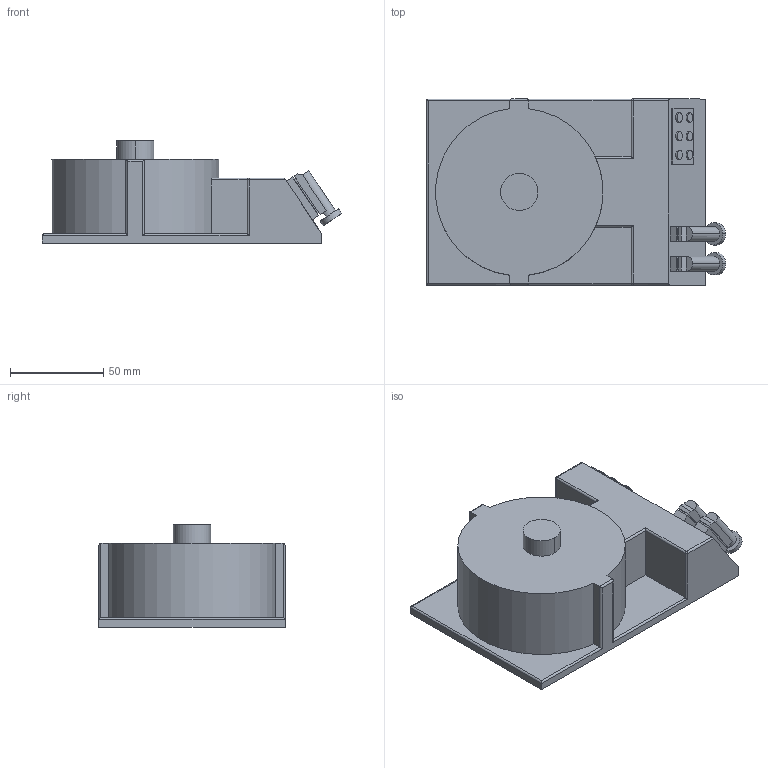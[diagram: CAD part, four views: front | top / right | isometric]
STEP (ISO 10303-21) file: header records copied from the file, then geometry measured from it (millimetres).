
FILE_DESCRIPTION (( 'STEP AP203' ), '1' );
FILE_NAME ('de robot_Default_sldprt.STEP', '2020-10-25T07:12:38', ( '' ), ( '' ), 'SwSTEP 2.0', 'SolidWorks 2019', '' );
FILE_SCHEMA (( 'CONFIG_CONTROL_DESIGN' ));
Length unit declared in the file: millimetre
Products named in the file (1): de robot_Default_sldprt
Bounding box: 160.95 x 100 x 55 mm (x, y, z)
Volume: 451278.4 mm3; surface area: 52926.7 mm2
Topology: 3 solids, 3 shells, 120 faces, 278 edges, 176 vertices
Faces by surface type: plane 71, cylinder 47, sphere 2
Entity records: 3451 total; most frequent: CARTESIAN_POINT 639, DIRECTION 568, ORIENTED_EDGE 552, EDGE_CURVE 276, VECTOR 190, LINE 190, AXIS2_PLACEMENT_3D 189, VERTEX_POINT 176
